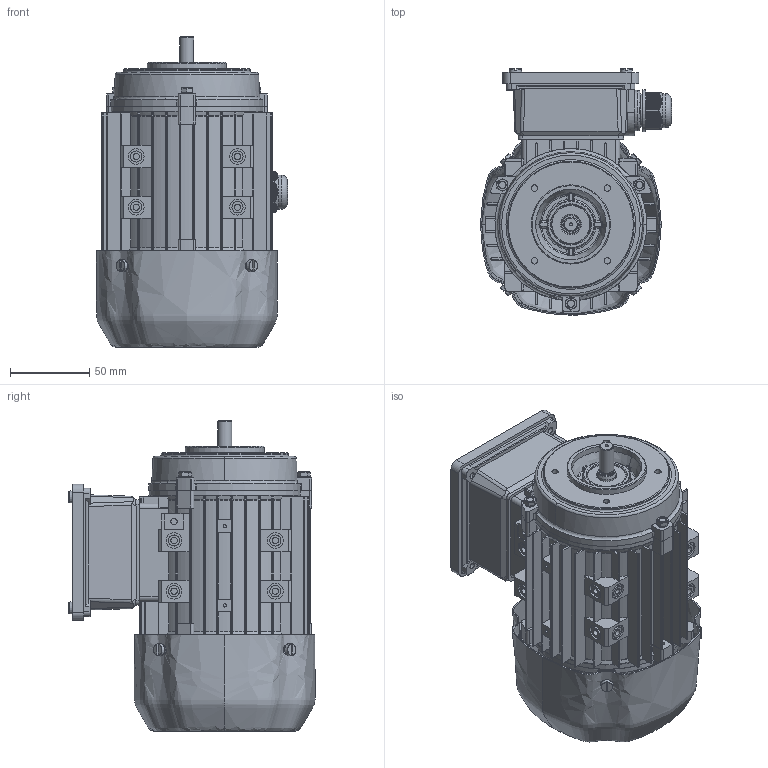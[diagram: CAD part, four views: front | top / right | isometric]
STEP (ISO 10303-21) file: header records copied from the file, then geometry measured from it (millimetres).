
FILE_DESCRIPTION(/* description */ (''),/* implementation_level */ '2;1');
FILE_NAME(/* name */ 'JL-56-B14A.stp',/* time_stamp */ '2016-09-01T10:34:26+08:00',/* author */ (''),/* organization */ (''),/* preprocessor_version */ 'ST-DEVELOPER v16',/* originating_system */ 'SIEMENS PLM Software NX 10.0',/* authorisation */ '');
FILE_SCHEMA (('AUTOMOTIVE_DESIGN { 1 0 10303 214 3 1 1 1 }'));
Products named in the file (1): pc05908BCBstw4
Bounding box: 120.68 x 155.5 x 195.8 mm (x, y, z)
Volume: 376608.1 mm3; surface area: 319990.6 mm2
Topology: 40 solids, 40 shells, 3125 faces, 8547 edges, 5568 vertices
Faces by surface type: plane 1654, cylinder 1027, torus 204, bspline 124, cone 108, sphere 8
Full cylindrical faces by diameter (mm): 2 x1, 3 x4, 3.545 x14, 4 x18, 4.132 x1, 4.134 x1, 4.9 x6, 8.4 x1, 9 x1, 10.6 x1, 11.2 x1, 11.4 x2, 12 x4, 13.75 x1, 14 x1, 16.25 x3, 18.75 x10, 19.375 x6, 20 x18, 20.625 x6, 21.25 x6, 21.562 x1, 25 x2, 25.6 x1, 26.562 x1, 50 x1, 80 x1, 90 x1, 91 x1
Entity records: 163510 total; most frequent: CARTESIAN_POINT 87124, ORIENTED_EDGE 16332, DIRECTION 15020, EDGE_CURVE 8166, VERTEX_POINT 5428, AXIS2_PLACEMENT_3D 5401, LINE 4218, VECTOR 4218
